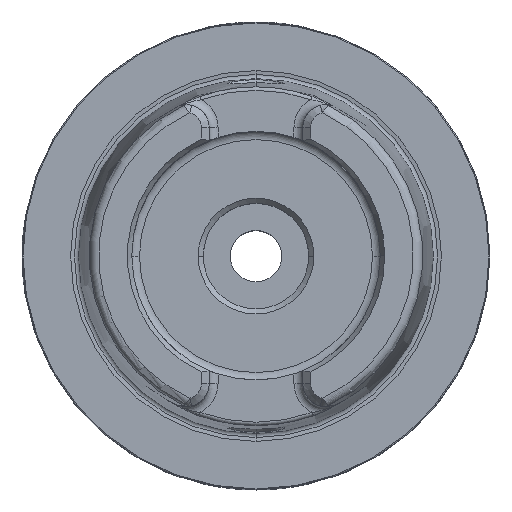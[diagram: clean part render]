
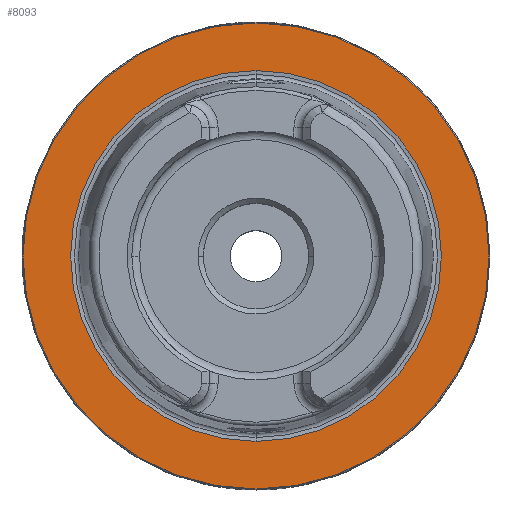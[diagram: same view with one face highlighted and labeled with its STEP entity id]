
A CAD part, top view. The second image highlights one B-rep face of the part: STEP entity #8093.
In plain terms, the highlighted planar face has unit normal (0, 0, 1).
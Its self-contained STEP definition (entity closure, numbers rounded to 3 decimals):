
#297 = FACE_OUTER_BOUND ( 'NONE', #11380, .T. ) ;
#303 = DIRECTION ( 'NONE',  ( 0., 0., 1. ) ) ;
#419 = AXIS2_PLACEMENT_3D ( 'NONE', #1927, #8627, #2895 ) ;
#790 = CARTESIAN_POINT ( 'NONE',  ( 0., 39.59, 0. ) ) ;
#1550 = CARTESIAN_POINT ( 'NONE',  ( 0., 0., 0. ) ) ;
#1600 = CARTESIAN_POINT ( 'NONE',  ( 0., 49.765, 0. ) ) ;
#1927 = CARTESIAN_POINT ( 'NONE',  ( 0., 0., 0. ) ) ;
#1972 = EDGE_LOOP ( 'NONE', ( #11822, #9105 ) ) ;
#2242 = VERTEX_POINT ( 'NONE', #1600 ) ;
#2473 = DIRECTION ( 'NONE',  ( 0., 0., -1. ) ) ;
#2511 = DIRECTION ( 'NONE',  ( 0., 1., 0. ) ) ;
#2895 = DIRECTION ( 'NONE',  ( 0., -1., 0. ) ) ;
#3147 = AXIS2_PLACEMENT_3D ( 'NONE', #8209, #2473, #9152 ) ;
#3661 = CARTESIAN_POINT ( 'NONE',  ( 0., 0., 0. ) ) ;
#3860 = ORIENTED_EDGE ( 'NONE', *, *, #8303, .T. ) ;
#3913 = CARTESIAN_POINT ( 'NONE',  ( 0., -39.59, 0. ) ) ;
#4023 = VERTEX_POINT ( 'NONE', #7101 ) ;
#4140 = CIRCLE ( 'NONE', #9390, 49.765 ) ;
#4599 = DIRECTION ( 'NONE',  ( 0., -1., 0. ) ) ;
#5358 = CIRCLE ( 'NONE', #10274, 39.59 ) ;
#5838 = CIRCLE ( 'NONE', #419, 49.765 ) ;
#5998 = PLANE ( 'NONE',  #10855 ) ;
#6032 = CARTESIAN_POINT ( 'NONE',  ( 0., 49.965, 0. ) ) ;
#6999 = DIRECTION ( 'NONE',  ( 0., -1., 0. ) ) ;
#7101 = CARTESIAN_POINT ( 'NONE',  ( 0., -49.765, 0. ) ) ;
#7622 = FACE_BOUND ( 'NONE', #1972, .T. ) ;
#8093 = ADVANCED_FACE ( 'NONE', ( #297, #7622 ), #5998, .T. ) ;
#8209 = CARTESIAN_POINT ( 'NONE',  ( 0., 0., 0. ) ) ;
#8243 = DIRECTION ( 'NONE',  ( 0., 0., -1. ) ) ;
#8303 = EDGE_CURVE ( 'NONE', #2242, #4023, #5838, .T. ) ;
#8627 = DIRECTION ( 'NONE',  ( 0., 0., 1. ) ) ;
#8753 = VERTEX_POINT ( 'NONE', #790 ) ;
#9105 = ORIENTED_EDGE ( 'NONE', *, *, #10754, .T. ) ;
#9152 = DIRECTION ( 'NONE',  ( 0., 1., 0. ) ) ;
#9170 = EDGE_CURVE ( 'NONE', #10493, #8753, #10108, .T. ) ;
#9248 = ORIENTED_EDGE ( 'NONE', *, *, #10927, .T. ) ;
#9390 = AXIS2_PLACEMENT_3D ( 'NONE', #3661, #10325, #4599 ) ;
#10108 = CIRCLE ( 'NONE', #3147, 39.59 ) ;
#10274 = AXIS2_PLACEMENT_3D ( 'NONE', #1550, #8243, #2511 ) ;
#10325 = DIRECTION ( 'NONE',  ( 0., 0., 1. ) ) ;
#10493 = VERTEX_POINT ( 'NONE', #3913 ) ;
#10754 = EDGE_CURVE ( 'NONE', #8753, #10493, #5358, .T. ) ;
#10855 = AXIS2_PLACEMENT_3D ( 'NONE', #6032, #303, #6999 ) ;
#10927 = EDGE_CURVE ( 'NONE', #4023, #2242, #4140, .T. ) ;
#11380 = EDGE_LOOP ( 'NONE', ( #9248, #3860 ) ) ;
#11822 = ORIENTED_EDGE ( 'NONE', *, *, #9170, .T. ) ;
